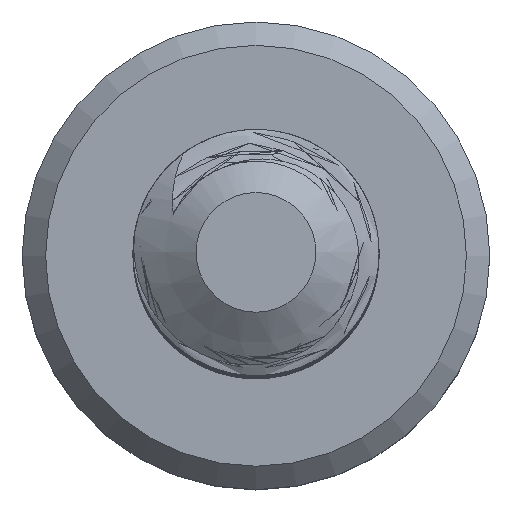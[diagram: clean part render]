
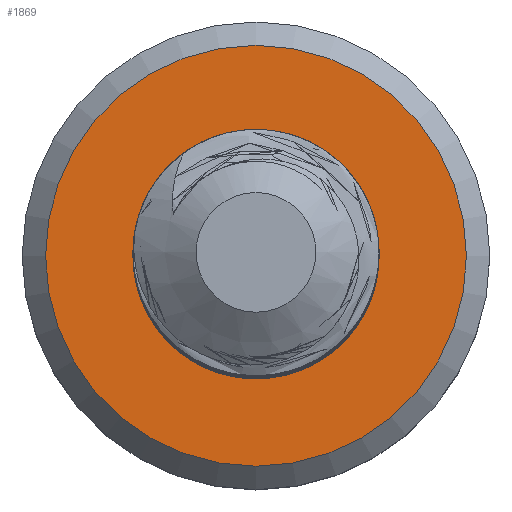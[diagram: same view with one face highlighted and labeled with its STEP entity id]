
A CAD part, top view. The second image highlights one B-rep face of the part: STEP entity #1869.
In plain terms, the highlighted planar face has unit normal (0, 0, 1).
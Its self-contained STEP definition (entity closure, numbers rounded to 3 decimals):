
#16=FACE_BOUND('',#239,.T.);
#19=PLANE('',#2010);
#134=FACE_OUTER_BOUND('',#238,.T.);
#238=EDGE_LOOP('',(#1651,#1652));
#239=EDGE_LOOP('',(#1653,#1654,#1655,#1656));
#252=CIRCLE('',#1903,1.);
#256=CIRCLE('',#1986,1.71);
#257=CIRCLE('',#1987,1.71);
#266=CIRCLE('',#2001,0.74);
#440=B_SPLINE_CURVE_WITH_KNOTS('',3,(#14728,#14729,#14730,#14731,#14732,
#14733,#14734,#14735,#14736,#14737,#14738,#14739,#14740,#14741,#14742,#14743,
#14744,#14745,#14746,#14747,#14748,#14749,#14750,#14751,#14752,#14753,#14754,
#14755,#14756,#14757,#14758,#14759,#14760,#14761,#14762,#14763,#14764),
 .UNSPECIFIED.,.F.,.F.,(4,3,3,3,3,3,3,3,3,3,3,3,4),(0.,0.026,
0.056,0.068,0.076,0.085,
0.104,0.111,0.157,0.193,
0.214,0.226,0.27),.UNSPECIFIED.);
#441=B_SPLINE_CURVE_WITH_KNOTS('',3,(#15799,#15800,#15801,#15802,#15803,
#15804,#15805,#15806,#15807,#15808,#15809,#15810,#15811,#15812,#15813,#15814,
#15815,#15816),.UNSPECIFIED.,.F.,.F.,(4,2,2,2,2,2,2,2,4),(0.,0.02,
0.038,0.072,0.11,0.153,
0.2,0.232,0.25),.UNSPECIFIED.);
#634=VERTEX_POINT('',#2367);
#635=VERTEX_POINT('',#2387);
#799=VERTEX_POINT('',#13384);
#800=VERTEX_POINT('',#13386);
#812=VERTEX_POINT('',#13527);
#813=VERTEX_POINT('',#13547);
#826=EDGE_CURVE('',#634,#635,#252,.T.);
#1069=EDGE_CURVE('',#800,#799,#256,.T.);
#1070=EDGE_CURVE('',#799,#800,#257,.T.);
#1087=EDGE_CURVE('',#813,#812,#266,.T.);
#1091=EDGE_CURVE('',#812,#635,#440,.T.);
#1092=EDGE_CURVE('',#634,#813,#441,.T.);
#1651=ORIENTED_EDGE('',*,*,#1069,.T.);
#1652=ORIENTED_EDGE('',*,*,#1070,.T.);
#1653=ORIENTED_EDGE('',*,*,#826,.F.);
#1654=ORIENTED_EDGE('',*,*,#1092,.T.);
#1655=ORIENTED_EDGE('',*,*,#1087,.T.);
#1656=ORIENTED_EDGE('',*,*,#1091,.T.);
#1869=ADVANCED_FACE('',(#134,#16),#19,.F.);
#1903=AXIS2_PLACEMENT_3D('',#2388,#2028,#2029);
#1986=AXIS2_PLACEMENT_3D('',#13387,#2273,#2274);
#1987=AXIS2_PLACEMENT_3D('',#13388,#2275,#2276);
#2001=AXIS2_PLACEMENT_3D('',#13548,#2306,#2307);
#2010=AXIS2_PLACEMENT_3D('',#15828,#2324,#2325);
#2028=DIRECTION('center_axis',(0.,0.,1.));
#2029=DIRECTION('ref_axis',(1.,0.,0.));
#2273=DIRECTION('center_axis',(0.,0.,1.));
#2274=DIRECTION('ref_axis',(-1.,0.,0.));
#2275=DIRECTION('center_axis',(0.,0.,1.));
#2276=DIRECTION('ref_axis',(-1.,0.,0.));
#2306=DIRECTION('center_axis',(0.,0.,-1.));
#2307=DIRECTION('ref_axis',(1.,0.,0.));
#2324=DIRECTION('center_axis',(0.,0.,-1.));
#2325=DIRECTION('ref_axis',(-1.,0.,0.));
#2367=CARTESIAN_POINT('',(0.,1.,-16.));
#2387=CARTESIAN_POINT('',(-0.701,0.714,-16.));
#2388=CARTESIAN_POINT('Origin',(0.,0.,-16.));
#13384=CARTESIAN_POINT('',(1.71,0.,-16.));
#13386=CARTESIAN_POINT('',(-1.71,0.,-16.));
#13387=CARTESIAN_POINT('Origin',(0.,0.,-16.));
#13388=CARTESIAN_POINT('Origin',(0.,0.,-16.));
#13527=CARTESIAN_POINT('',(0.,-0.74,-16.));
#13547=CARTESIAN_POINT('',(0.519,-0.528,-16.));
#13548=CARTESIAN_POINT('Origin',(0.,0.,-16.));
#14728=CARTESIAN_POINT('Ctrl Pts',(0.,-0.74,
-16.));
#14729=CARTESIAN_POINT('Ctrl Pts',(-0.085,-0.752,
-16.));
#14730=CARTESIAN_POINT('Ctrl Pts',(-0.171,-0.749,
-16.));
#14731=CARTESIAN_POINT('Ctrl Pts',(-0.255,-0.733,
-16.));
#14732=CARTESIAN_POINT('Ctrl Pts',(-0.352,-0.714,
-16.));
#14733=CARTESIAN_POINT('Ctrl Pts',(-0.446,-0.677,
-16.));
#14734=CARTESIAN_POINT('Ctrl Pts',(-0.53,-0.624,
-16.));
#14735=CARTESIAN_POINT('Ctrl Pts',(-0.565,-0.602,
-16.));
#14736=CARTESIAN_POINT('Ctrl Pts',(-0.598,-0.577,
-16.));
#14737=CARTESIAN_POINT('Ctrl Pts',(-0.629,-0.549,
-16.));
#14738=CARTESIAN_POINT('Ctrl Pts',(-0.649,-0.532,
-16.));
#14739=CARTESIAN_POINT('Ctrl Pts',(-0.668,-0.513,
-16.));
#14740=CARTESIAN_POINT('Ctrl Pts',(-0.685,-0.495,
-16.));
#14741=CARTESIAN_POINT('Ctrl Pts',(-0.706,-0.473,
-16.));
#14742=CARTESIAN_POINT('Ctrl Pts',(-0.724,-0.45,
-16.));
#14743=CARTESIAN_POINT('Ctrl Pts',(-0.741,-0.428,
-16.));
#14744=CARTESIAN_POINT('Ctrl Pts',(-0.773,-0.384,
-16.));
#14745=CARTESIAN_POINT('Ctrl Pts',(-0.799,-0.341,
-16.));
#14746=CARTESIAN_POINT('Ctrl Pts',(-0.82,-0.302,
-16.));
#14747=CARTESIAN_POINT('Ctrl Pts',(-0.828,-0.285,
-16.));
#14748=CARTESIAN_POINT('Ctrl Pts',(-0.836,-0.27,
-16.));
#14749=CARTESIAN_POINT('Ctrl Pts',(-0.842,-0.254,
-16.));
#14750=CARTESIAN_POINT('Ctrl Pts',(-0.884,-0.161,
-16.));
#14751=CARTESIAN_POINT('Ctrl Pts',(-0.909,-0.061,
-16.));
#14752=CARTESIAN_POINT('Ctrl Pts',(-0.918,0.04,
-16.));
#14753=CARTESIAN_POINT('Ctrl Pts',(-0.924,0.12,
-16.));
#14754=CARTESIAN_POINT('Ctrl Pts',(-0.92,0.2,
-16.));
#14755=CARTESIAN_POINT('Ctrl Pts',(-0.906,0.278,
-16.));
#14756=CARTESIAN_POINT('Ctrl Pts',(-0.897,0.324,
-16.));
#14757=CARTESIAN_POINT('Ctrl Pts',(-0.885,0.37,
-16.));
#14758=CARTESIAN_POINT('Ctrl Pts',(-0.87,0.414,
-16.));
#14759=CARTESIAN_POINT('Ctrl Pts',(-0.861,0.438,
-16.));
#14760=CARTESIAN_POINT('Ctrl Pts',(-0.851,0.462,-16.));
#14761=CARTESIAN_POINT('Ctrl Pts',(-0.841,0.486,
-16.));
#14762=CARTESIAN_POINT('Ctrl Pts',(-0.802,0.572,
-16.));
#14763=CARTESIAN_POINT('Ctrl Pts',(-0.753,0.649,
-16.));
#14764=CARTESIAN_POINT('Ctrl Pts',(-0.701,0.714,
-16.));
#15799=CARTESIAN_POINT('Ctrl Pts',(0.,1.,
-16.));
#15800=CARTESIAN_POINT('Ctrl Pts',(0.065,0.993,
-16.));
#15801=CARTESIAN_POINT('Ctrl Pts',(0.13,0.98,
-16.));
#15802=CARTESIAN_POINT('Ctrl Pts',(0.25,0.942,
-16.));
#15803=CARTESIAN_POINT('Ctrl Pts',(0.305,0.918,
-16.));
#15804=CARTESIAN_POINT('Ctrl Pts',(0.459,0.834,
-16.));
#15805=CARTESIAN_POINT('Ctrl Pts',(0.548,0.761,
-16.));
#15806=CARTESIAN_POINT('Ctrl Pts',(0.702,0.579,
-16.));
#15807=CARTESIAN_POINT('Ctrl Pts',(0.753,0.481,
-16.));
#15808=CARTESIAN_POINT('Ctrl Pts',(0.817,0.31,
-16.));
#15809=CARTESIAN_POINT('Ctrl Pts',(0.835,0.212,
-16.));
#15810=CARTESIAN_POINT('Ctrl Pts',(0.835,0.009,
-16.));
#15811=CARTESIAN_POINT('Ctrl Pts',(0.815,-0.094,
-16.));
#15812=CARTESIAN_POINT('Ctrl Pts',(0.749,-0.258,
-16.));
#15813=CARTESIAN_POINT('Ctrl Pts',(0.713,-0.322,
-16.));
#15814=CARTESIAN_POINT('Ctrl Pts',(0.645,-0.412,
-16.));
#15815=CARTESIAN_POINT('Ctrl Pts',(0.597,-0.472,
-16.));
#15816=CARTESIAN_POINT('Ctrl Pts',(0.519,-0.528,
-16.));
#15828=CARTESIAN_POINT('Origin',(0.,0.,-16.));
